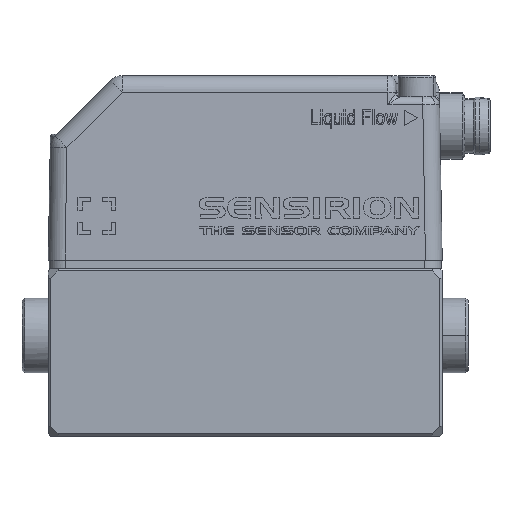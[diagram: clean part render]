
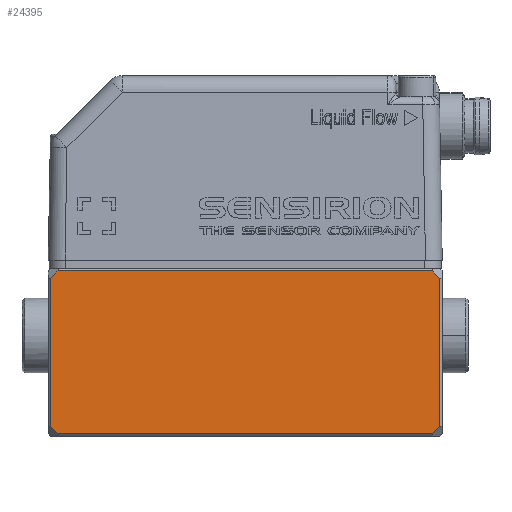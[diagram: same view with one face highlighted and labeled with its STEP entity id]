
A CAD part, top view. The second image highlights one B-rep face of the part: STEP entity #24395.
In plain terms, the highlighted planar face has unit normal (0, 0, 1).
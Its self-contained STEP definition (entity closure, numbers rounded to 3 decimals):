
#7652 = CARTESIAN_POINT ( 'NONE',  ( 23.2, -10.834, 15.095 ) ) ;
#7659 = CARTESIAN_POINT ( 'NONE',  ( -23.2, 6.834, 15.095 ) ) ;
#7660 = CARTESIAN_POINT ( 'NONE',  ( -23.2, -10.834, 15.095 ) ) ;
#7661 = CARTESIAN_POINT ( 'NONE',  ( 22.334, -11.7, 15.095 ) ) ;
#7663 = CARTESIAN_POINT ( 'NONE',  ( -22.334, -11.7, 15.095 ) ) ;
#7665 = CARTESIAN_POINT ( 'NONE',  ( 23.2, 6.834, 15.095 ) ) ;
#7666 = CARTESIAN_POINT ( 'NONE',  ( -22.334, 7.7, 15.095 ) ) ;
#7667 = CARTESIAN_POINT ( 'NONE',  ( 22.334, 7.7, 15.095 ) ) ;
#24395 = ADVANCED_FACE ( 'NONE', ( #54950 ), #54435, .F. ) ;
#30772 = ORIENTED_EDGE ( 'NONE', *, *, #75812, .T. ) ;
#30998 = ORIENTED_EDGE ( 'NONE', *, *, #75807, .T. ) ;
#31078 = ORIENTED_EDGE ( 'NONE', *, *, #75011, .F. ) ;
#31393 = ORIENTED_EDGE ( 'NONE', *, *, #75805, .T. ) ;
#31411 = ORIENTED_EDGE ( 'NONE', *, *, #75810, .T. ) ;
#31453 = ORIENTED_EDGE ( 'NONE', *, *, #75808, .T. ) ;
#31519 = ORIENTED_EDGE ( 'NONE', *, *, #75014, .F. ) ;
#31579 = ORIENTED_EDGE ( 'NONE', *, *, #75012, .T. ) ;
#46746 = LINE ( 'NONE', #48325, #46758 ) ;
#46753 = LINE ( 'NONE', #48324, #46760 ) ;
#46756 = LINE ( 'NONE', #48330, #46763 ) ;
#46758 = VECTOR ( 'NONE', #48332, 1000. ) ;
#46760 = VECTOR ( 'NONE', #48334, 1000. ) ;
#46763 = VECTOR ( 'NONE', #48336, 1000. ) ;
#48324 = CARTESIAN_POINT ( 'NONE',  ( 23.2, 8., 15.095 ) ) ;
#48325 = CARTESIAN_POINT ( 'NONE',  ( -32.767, -1.267, 15.095 ) ) ;
#48330 = CARTESIAN_POINT ( 'NONE',  ( 12.267, -21.767, 15.095 ) ) ;
#48332 = DIRECTION ( 'NONE',  ( -0.707, 0.707, 0. ) ) ;
#48334 = DIRECTION ( 'NONE',  ( 0., 1., 0. ) ) ;
#48336 = DIRECTION ( 'NONE',  ( -0.707, -0.707, 0. ) ) ;
#50566 = LINE ( 'NONE', #52154, #50572 ) ;
#50570 = LINE ( 'NONE', #52158, #50576 ) ;
#50572 = VECTOR ( 'NONE', #52157, 1000. ) ;
#50574 = LINE ( 'NONE', #52162, #50580 ) ;
#50576 = VECTOR ( 'NONE', #52160, 1000. ) ;
#50578 = LINE ( 'NONE', #52165, #50584 ) ;
#50580 = VECTOR ( 'NONE', #52164, 1000. ) ;
#50582 = LINE ( 'NONE', #52169, #50588 ) ;
#50584 = VECTOR ( 'NONE', #52167, 1000. ) ;
#50588 = VECTOR ( 'NONE', #52171, 1000. ) ;
#52154 = CARTESIAN_POINT ( 'NONE',  ( -17.5, -11.7, 15.095 ) ) ;
#52157 = DIRECTION ( 'NONE',  ( 1., 0., 0. ) ) ;
#52158 = CARTESIAN_POINT ( 'NONE',  ( -23.2, -12., 15.095 ) ) ;
#52160 = DIRECTION ( 'NONE',  ( 0., -1., 0. ) ) ;
#52162 = CARTESIAN_POINT ( 'NONE',  ( -22.767, 7.267, 15.095 ) ) ;
#52164 = DIRECTION ( 'NONE',  ( -0.707, -0.707, 0. ) ) ;
#52165 = CARTESIAN_POINT ( 'NONE',  ( -17.5, 7.7, 15.095 ) ) ;
#52167 = DIRECTION ( 'NONE',  ( -1., 0., 0. ) ) ;
#52169 = CARTESIAN_POINT ( 'NONE',  ( 2.267, 27.767, 15.095 ) ) ;
#52171 = DIRECTION ( 'NONE',  ( -0.707, 0.707, 0. ) ) ;
#54435 = PLANE ( 'NONE',  #55273 ) ;
#54443 = CARTESIAN_POINT ( 'NONE',  ( -17.5, 8., 15.095 ) ) ;
#54444 = DIRECTION ( 'NONE',  ( 0., 0., -1. ) ) ;
#54445 = DIRECTION ( 'NONE',  ( 0., 1., 0. ) ) ;
#54950 = FACE_OUTER_BOUND ( 'NONE', #61999, .T. ) ;
#55273 = AXIS2_PLACEMENT_3D ( 'NONE', #54443, #54444, #54445 ) ;
#61999 = EDGE_LOOP ( 'NONE', ( #31519, #31579, #30772, #31411, #31453, #30998, #31078, #31393 ) ) ;
#62987 = VERTEX_POINT ( 'NONE', #7652 ) ;
#63001 = VERTEX_POINT ( 'NONE', #7659 ) ;
#63003 = VERTEX_POINT ( 'NONE', #7660 ) ;
#63004 = VERTEX_POINT ( 'NONE', #7661 ) ;
#63008 = VERTEX_POINT ( 'NONE', #7663 ) ;
#63013 = VERTEX_POINT ( 'NONE', #7665 ) ;
#63015 = VERTEX_POINT ( 'NONE', #7666 ) ;
#63018 = VERTEX_POINT ( 'NONE', #7667 ) ;
#75011 = EDGE_CURVE ( 'NONE', #63008, #63003, #46746, .T. ) ;
#75012 = EDGE_CURVE ( 'NONE', #62987, #63013, #46753, .T. ) ;
#75014 = EDGE_CURVE ( 'NONE', #62987, #63004, #46756, .T. ) ;
#75805 = EDGE_CURVE ( 'NONE', #63008, #63004, #50566, .T. ) ;
#75807 = EDGE_CURVE ( 'NONE', #63001, #63003, #50570, .T. ) ;
#75808 = EDGE_CURVE ( 'NONE', #63015, #63001, #50574, .T. ) ;
#75810 = EDGE_CURVE ( 'NONE', #63018, #63015, #50578, .T. ) ;
#75812 = EDGE_CURVE ( 'NONE', #63013, #63018, #50582, .T. ) ;
